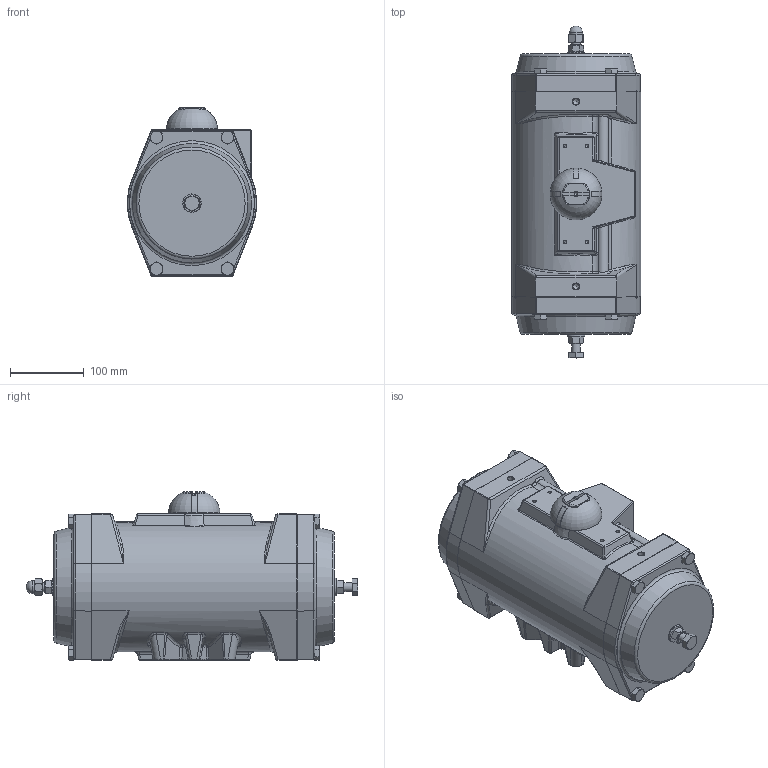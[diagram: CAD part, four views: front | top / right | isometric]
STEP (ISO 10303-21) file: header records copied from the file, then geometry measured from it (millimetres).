
FILE_DESCRIPTION(/* description */ ('Unknown'),/* implementation_level */ '2;1');
FILE_NAME(/* name */ 'GTS-160X90',/* time_stamp */ '2018-10-01T14:57:58+02:00',/* author */ ('Unknown'),/* organization */ ('Unknown'),/* preprocessor_version */ 'ST-DEVELOPER v16.7',/* originating_system */ 'DEX',/* authorisation */ $);
FILE_SCHEMA (('TECHNICAL_DATA_PACKAGING','AUTOMOTIVE_DESIGN {1 0 10303 214 3 1 1}'));
Length unit declared in the file: millimetre
Products named in the file (1): GTS-160X90
Bounding box: 174.51 x 449.1 x 228.05 mm (x, y, z)
Surface area: 394027 mm2 (no closed solid volume)
Topology: 0 solids, 36 shells, 853 faces, 2368 edges, 1489 vertices
Faces by surface type: plane 237, cylinder 232, bspline 198, cone 142, torus 35, sphere 9
Full cylindrical faces by diameter (mm): 4.134 x16, 4.917 x1, 6.5 x2, 8 x1, 8.376 x12, 10 x8, 10.106 x8, 11.445 x3, 12 x2, 18 x1, 24 x2, 25 x2, 29.3 x1, 36 x1, 36.5 x1, 60 x1, 65.7 x1, 66.3 x1
Entity records: 28925 total; most frequent: CARTESIAN_POINT 9431, DIRECTION 3829, ORIENTED_EDGE 3816, EDGE_CURVE 2097, AXIS2_PLACEMENT_3D 1589, VERTEX_POINT 1418, FACE_BOUND 1068, EDGE_LOOP 1046
